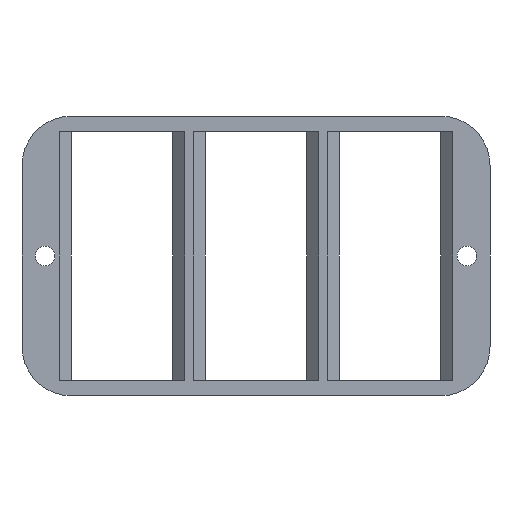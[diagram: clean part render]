
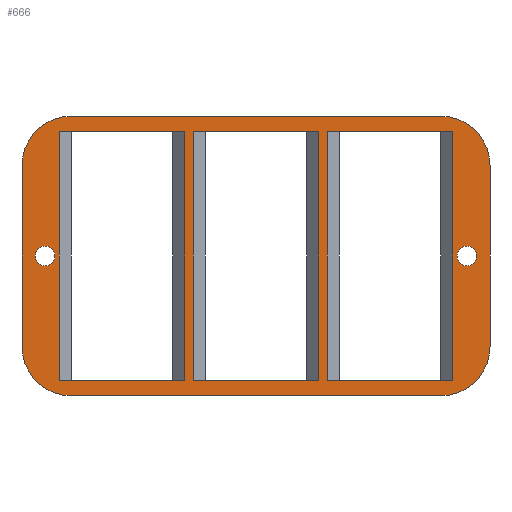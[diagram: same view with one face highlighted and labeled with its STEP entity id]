
A CAD part, front view. The second image highlights one B-rep face of the part: STEP entity #666.
In plain terms, the highlighted planar face has unit normal (0, -1, 0).
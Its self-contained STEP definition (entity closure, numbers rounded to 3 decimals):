
#22=FACE_BOUND('',#120,.T.);
#23=FACE_BOUND('',#121,.T.);
#24=FACE_BOUND('',#122,.T.);
#25=FACE_BOUND('',#123,.T.);
#26=FACE_BOUND('',#124,.T.);
#28=CIRCLE('',#701,6.);
#36=CIRCLE('',#712,6.);
#37=CIRCLE('',#714,6.);
#38=CIRCLE('',#717,6.);
#41=CIRCLE('',#722,1.2);
#44=CIRCLE('',#727,1.2);
#82=FACE_OUTER_BOUND('',#119,.T.);
#119=EDGE_LOOP('',(#589,#590,#591,#592,#593,#594,#595,#596));
#120=EDGE_LOOP('',(#597,#598,#599,#600));
#121=EDGE_LOOP('',(#601,#602,#603,#604));
#122=EDGE_LOOP('',(#605,#606,#607,#608));
#123=EDGE_LOOP('',(#609));
#124=EDGE_LOOP('',(#610));
#128=LINE('',#922,#202);
#135=LINE('',#937,#209);
#142=LINE('',#952,#216);
#149=LINE('',#967,#223);
#156=LINE('',#982,#230);
#163=LINE('',#997,#237);
#179=LINE('',#1043,#253);
#185=LINE('',#1058,#259);
#191=LINE('',#1084,#265);
#192=LINE('',#1086,#266);
#193=LINE('',#1088,#267);
#194=LINE('',#1090,#268);
#195=LINE('',#1092,#269);
#196=LINE('',#1094,#270);
#197=LINE('',#1096,#271);
#198=LINE('',#1098,#272);
#202=VECTOR('',#744,10.);
#209=VECTOR('',#755,10.);
#216=VECTOR('',#766,10.);
#223=VECTOR('',#777,10.);
#230=VECTOR('',#788,10.);
#237=VECTOR('',#799,10.);
#253=VECTOR('',#841,10.);
#259=VECTOR('',#857,10.);
#265=VECTOR('',#889,10.);
#266=VECTOR('',#892,10.);
#267=VECTOR('',#895,10.);
#268=VECTOR('',#898,10.);
#269=VECTOR('',#901,10.);
#270=VECTOR('',#904,10.);
#271=VECTOR('',#907,10.);
#272=VECTOR('',#910,10.);
#273=VERTEX_POINT('',#915);
#276=VERTEX_POINT('',#920);
#279=VERTEX_POINT('',#930);
#282=VERTEX_POINT('',#935);
#285=VERTEX_POINT('',#945);
#288=VERTEX_POINT('',#950);
#291=VERTEX_POINT('',#960);
#294=VERTEX_POINT('',#965);
#297=VERTEX_POINT('',#975);
#300=VERTEX_POINT('',#980);
#303=VERTEX_POINT('',#990);
#306=VERTEX_POINT('',#995);
#311=VERTEX_POINT('',#1008);
#312=VERTEX_POINT('',#1010);
#323=VERTEX_POINT('',#1042);
#324=VERTEX_POINT('',#1046);
#325=VERTEX_POINT('',#1050);
#326=VERTEX_POINT('',#1052);
#327=VERTEX_POINT('',#1056);
#328=VERTEX_POINT('',#1060);
#331=VERTEX_POINT('',#1070);
#334=VERTEX_POINT('',#1080);
#338=EDGE_CURVE('',#276,#273,#128,.T.);
#345=EDGE_CURVE('',#282,#279,#135,.T.);
#352=EDGE_CURVE('',#288,#285,#142,.T.);
#359=EDGE_CURVE('',#294,#291,#149,.T.);
#366=EDGE_CURVE('',#300,#297,#156,.T.);
#373=EDGE_CURVE('',#306,#303,#163,.T.);
#379=EDGE_CURVE('',#311,#312,#28,.T.);
#398=EDGE_CURVE('',#312,#323,#179,.T.);
#400=EDGE_CURVE('',#323,#324,#36,.T.);
#403=EDGE_CURVE('',#325,#326,#37,.T.);
#406=EDGE_CURVE('',#327,#325,#185,.T.);
#408=EDGE_CURVE('',#328,#327,#38,.T.);
#413=EDGE_CURVE('',#331,#331,#41,.T.);
#418=EDGE_CURVE('',#334,#334,#44,.T.);
#419=EDGE_CURVE('',#282,#297,#191,.T.);
#420=EDGE_CURVE('',#300,#279,#192,.T.);
#421=EDGE_CURVE('',#294,#303,#193,.T.);
#422=EDGE_CURVE('',#306,#291,#194,.T.);
#423=EDGE_CURVE('',#288,#273,#195,.T.);
#424=EDGE_CURVE('',#276,#285,#196,.T.);
#425=EDGE_CURVE('',#324,#328,#197,.T.);
#426=EDGE_CURVE('',#326,#311,#198,.T.);
#589=ORIENTED_EDGE('',*,*,#379,.F.);
#590=ORIENTED_EDGE('',*,*,#426,.F.);
#591=ORIENTED_EDGE('',*,*,#403,.F.);
#592=ORIENTED_EDGE('',*,*,#406,.F.);
#593=ORIENTED_EDGE('',*,*,#408,.F.);
#594=ORIENTED_EDGE('',*,*,#425,.F.);
#595=ORIENTED_EDGE('',*,*,#400,.F.);
#596=ORIENTED_EDGE('',*,*,#398,.F.);
#597=ORIENTED_EDGE('',*,*,#424,.T.);
#598=ORIENTED_EDGE('',*,*,#352,.F.);
#599=ORIENTED_EDGE('',*,*,#423,.T.);
#600=ORIENTED_EDGE('',*,*,#338,.F.);
#601=ORIENTED_EDGE('',*,*,#419,.T.);
#602=ORIENTED_EDGE('',*,*,#366,.F.);
#603=ORIENTED_EDGE('',*,*,#420,.T.);
#604=ORIENTED_EDGE('',*,*,#345,.F.);
#605=ORIENTED_EDGE('',*,*,#421,.T.);
#606=ORIENTED_EDGE('',*,*,#373,.F.);
#607=ORIENTED_EDGE('',*,*,#422,.T.);
#608=ORIENTED_EDGE('',*,*,#359,.F.);
#609=ORIENTED_EDGE('',*,*,#413,.T.);
#610=ORIENTED_EDGE('',*,*,#418,.T.);
#634=PLANE('',#736);
#666=ADVANCED_FACE('',(#82,#22,#23,#24,#25,#26),#634,.F.);
#701=AXIS2_PLACEMENT_3D('',#1011,#810,#811);
#712=AXIS2_PLACEMENT_3D('',#1047,#845,#846);
#714=AXIS2_PLACEMENT_3D('',#1053,#851,#852);
#717=AXIS2_PLACEMENT_3D('',#1062,#861,#862);
#722=AXIS2_PLACEMENT_3D('',#1072,#873,#874);
#727=AXIS2_PLACEMENT_3D('',#1082,#885,#886);
#736=AXIS2_PLACEMENT_3D('',#1099,#911,#912);
#744=DIRECTION('',(0.,0.,-1.));
#755=DIRECTION('',(0.,0.,1.));
#766=DIRECTION('',(0.,0.,1.));
#777=DIRECTION('',(0.,0.,1.));
#788=DIRECTION('',(0.,0.,-1.));
#799=DIRECTION('',(0.,0.,-1.));
#810=DIRECTION('center_axis',(0.,1.,0.));
#811=DIRECTION('ref_axis',(-0.707,0.,-0.707));
#841=DIRECTION('',(0.,0.,1.));
#845=DIRECTION('center_axis',(0.,1.,0.));
#846=DIRECTION('ref_axis',(-0.707,0.,0.707));
#851=DIRECTION('center_axis',(0.,1.,0.));
#852=DIRECTION('ref_axis',(0.707,0.,-0.707));
#857=DIRECTION('',(0.,0.,-1.));
#861=DIRECTION('center_axis',(0.,1.,0.));
#862=DIRECTION('ref_axis',(0.707,0.,0.707));
#873=DIRECTION('center_axis',(0.,1.,0.));
#874=DIRECTION('ref_axis',(1.,0.,0.));
#885=DIRECTION('center_axis',(0.,1.,0.));
#886=DIRECTION('ref_axis',(1.,0.,0.));
#889=DIRECTION('',(-1.,0.,0.));
#892=DIRECTION('',(1.,0.,0.));
#895=DIRECTION('',(-1.,0.,0.));
#898=DIRECTION('',(1.,0.,0.));
#901=DIRECTION('',(-1.,0.,0.));
#904=DIRECTION('',(1.,0.,0.));
#907=DIRECTION('',(1.,0.,0.));
#910=DIRECTION('',(-1.,0.,0.));
#911=DIRECTION('center_axis',(0.,1.,0.));
#912=DIRECTION('ref_axis',(0.,0.,1.));
#915=CARTESIAN_POINT('',(-23.95,0.,-15.1));
#920=CARTESIAN_POINT('',(-23.95,0.,15.1));
#922=CARTESIAN_POINT('',(-23.95,0.,7.55));
#930=CARTESIAN_POINT('',(23.95,0.,15.1));
#935=CARTESIAN_POINT('',(23.95,0.,-15.1));
#937=CARTESIAN_POINT('',(23.95,0.,-7.55));
#945=CARTESIAN_POINT('',(-8.65,0.,15.1));
#950=CARTESIAN_POINT('',(-8.65,0.,-15.1));
#952=CARTESIAN_POINT('',(-8.65,0.,-7.55));
#960=CARTESIAN_POINT('',(7.65,0.,15.1));
#965=CARTESIAN_POINT('',(7.65,0.,-15.1));
#967=CARTESIAN_POINT('',(7.65,0.,-7.55));
#975=CARTESIAN_POINT('',(8.65,0.,-15.1));
#980=CARTESIAN_POINT('',(8.65,0.,15.1));
#982=CARTESIAN_POINT('',(8.65,0.,7.55));
#990=CARTESIAN_POINT('',(-7.65,0.,-15.1));
#995=CARTESIAN_POINT('',(-7.65,0.,15.1));
#997=CARTESIAN_POINT('',(-7.65,0.,7.55));
#1008=CARTESIAN_POINT('',(-22.45,0.,-17.));
#1010=CARTESIAN_POINT('',(-28.45,0.,-11.));
#1011=CARTESIAN_POINT('Origin',(-22.45,0.,-11.));
#1042=CARTESIAN_POINT('',(-28.45,0.,11.));
#1043=CARTESIAN_POINT('',(-28.45,0.,-17.));
#1046=CARTESIAN_POINT('',(-22.45,0.,17.));
#1047=CARTESIAN_POINT('Origin',(-22.45,0.,11.));
#1050=CARTESIAN_POINT('',(28.45,0.,-11.));
#1052=CARTESIAN_POINT('',(22.45,0.,-17.));
#1053=CARTESIAN_POINT('Origin',(22.45,0.,-11.));
#1056=CARTESIAN_POINT('',(28.45,0.,11.));
#1058=CARTESIAN_POINT('',(28.45,0.,17.));
#1060=CARTESIAN_POINT('',(22.45,0.,17.));
#1062=CARTESIAN_POINT('Origin',(22.45,0.,11.));
#1070=CARTESIAN_POINT('',(-26.85,0.,0.));
#1072=CARTESIAN_POINT('Origin',(-25.65,0.,0.));
#1080=CARTESIAN_POINT('',(24.45,0.,0.));
#1082=CARTESIAN_POINT('Origin',(25.65,0.,0.));
#1084=CARTESIAN_POINT('',(5.075,0.,-15.1));
#1086=CARTESIAN_POINT('',(11.225,0.,15.1));
#1088=CARTESIAN_POINT('',(-3.075,0.,-15.1));
#1090=CARTESIAN_POINT('',(3.075,0.,15.1));
#1092=CARTESIAN_POINT('',(-11.225,0.,-15.1));
#1094=CARTESIAN_POINT('',(-5.075,0.,15.1));
#1096=CARTESIAN_POINT('',(-28.45,0.,17.));
#1098=CARTESIAN_POINT('',(28.45,0.,-17.));
#1099=CARTESIAN_POINT('Origin',(0.,0.,0.));
